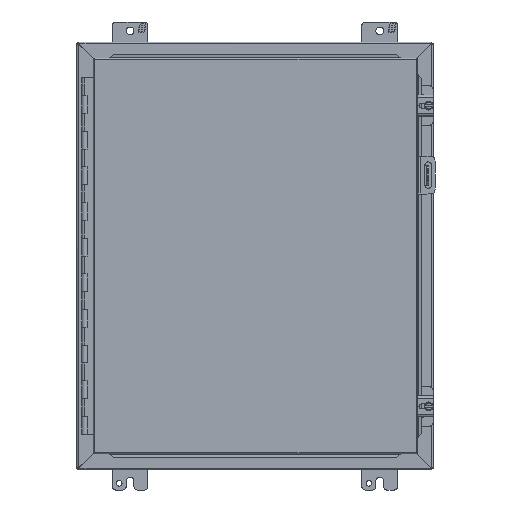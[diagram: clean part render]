
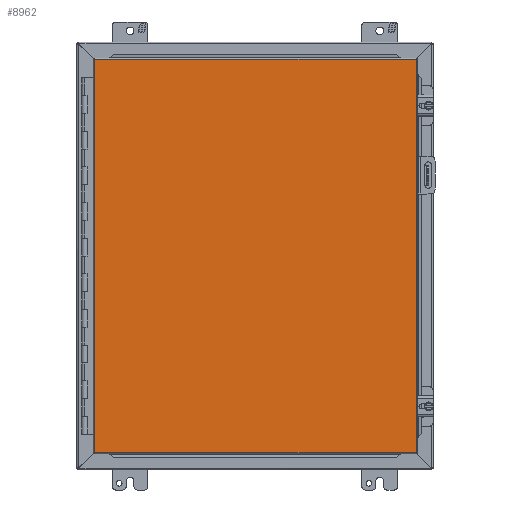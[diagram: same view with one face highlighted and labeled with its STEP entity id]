
A CAD part, front view. The second image highlights one B-rep face of the part: STEP entity #8962.
In plain terms, the highlighted planar face has unit normal (0, -1, 0).
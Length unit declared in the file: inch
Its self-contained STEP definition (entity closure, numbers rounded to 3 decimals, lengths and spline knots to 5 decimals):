
#528 = DIRECTION ( 'NONE',  ( 0., 0., -1. ) ) ;
#601 = CARTESIAN_POINT ( 'NONE',  ( -8.98426, -9.18504, 11.02376 ) ) ;
#1162 = CARTESIAN_POINT ( 'NONE',  ( -8.98426, -9.18504, 11.02376 ) ) ;
#1480 = VECTOR ( 'NONE', #27241, 39.37008 ) ;
#3407 = VERTEX_POINT ( 'NONE', #601 ) ;
#4578 = ORIENTED_EDGE ( 'NONE', *, *, #35815, .T. ) ;
#6506 = CARTESIAN_POINT ( 'NONE',  ( 9.04626, -9.18504, -11.02376 ) ) ;
#7074 = DIRECTION ( 'NONE',  ( 0., -1., 0. ) ) ;
#8962 = ADVANCED_FACE ( 'NONE', ( #18027 ), #45441, .T. ) ;
#9523 = ORIENTED_EDGE ( 'NONE', *, *, #49016, .T. ) ;
#15946 = CARTESIAN_POINT ( 'NONE',  ( -8.98426, -9.18504, -11.02376 ) ) ;
#16298 = VERTEX_POINT ( 'NONE', #39490 ) ;
#18027 = FACE_OUTER_BOUND ( 'NONE', #26809, .T. ) ;
#20338 = DIRECTION ( 'NONE',  ( -1., 0., 0. ) ) ;
#20882 = ORIENTED_EDGE ( 'NONE', *, *, #38797, .T. ) ;
#21290 = CARTESIAN_POINT ( 'NONE',  ( 9.04626, -9.18504, -11.02376 ) ) ;
#22506 = EDGE_CURVE ( 'NONE', #16298, #25956, #40453, .T. ) ;
#25536 = DIRECTION ( 'NONE',  ( 0., 0., -1. ) ) ;
#25956 = VERTEX_POINT ( 'NONE', #21290 ) ;
#26809 = EDGE_LOOP ( 'NONE', ( #20882, #9523, #27009, #4578 ) ) ;
#27009 = ORIENTED_EDGE ( 'NONE', *, *, #22506, .T. ) ;
#27241 = DIRECTION ( 'NONE',  ( 1., 0., 0. ) ) ;
#27916 = VECTOR ( 'NONE', #20338, 39.37008 ) ;
#29975 = VERTEX_POINT ( 'NONE', #42867 ) ;
#30934 = LINE ( 'NONE', #1162, #27916 ) ;
#34323 = VECTOR ( 'NONE', #528, 39.37008 ) ;
#34783 = AXIS2_PLACEMENT_3D ( 'NONE', #41677, #7074, #25536 ) ;
#35815 = EDGE_CURVE ( 'NONE', #25956, #29975, #47394, .T. ) ;
#38797 = EDGE_CURVE ( 'NONE', #29975, #3407, #30934, .T. ) ;
#39327 = DIRECTION ( 'NONE',  ( 0., 0., 1. ) ) ;
#39490 = CARTESIAN_POINT ( 'NONE',  ( -8.98426, -9.18504, -11.02376 ) ) ;
#40453 = LINE ( 'NONE', #6506, #1480 ) ;
#41677 = CARTESIAN_POINT ( 'NONE',  ( -8.98426, -9.18504, -11.02376 ) ) ;
#42867 = CARTESIAN_POINT ( 'NONE',  ( 9.04626, -9.18504, 11.02376 ) ) ;
#45441 = PLANE ( 'NONE',  #34783 ) ;
#46634 = LINE ( 'NONE', #15946, #34323 ) ;
#47133 = CARTESIAN_POINT ( 'NONE',  ( 9.04626, -9.18504, 11.02376 ) ) ;
#47394 = LINE ( 'NONE', #47133, #47405 ) ;
#47405 = VECTOR ( 'NONE', #39327, 39.37008 ) ;
#49016 = EDGE_CURVE ( 'NONE', #3407, #16298, #46634, .T. ) ;
